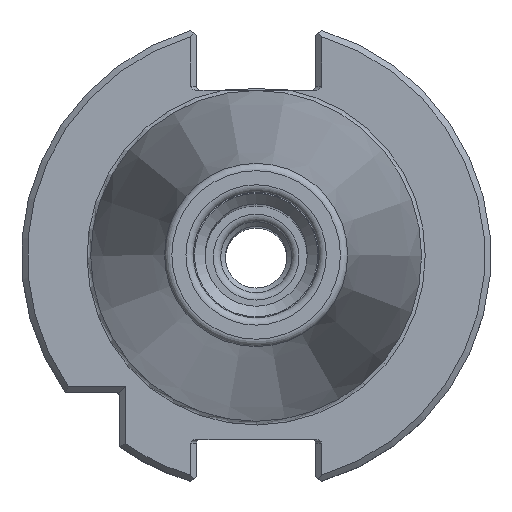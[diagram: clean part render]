
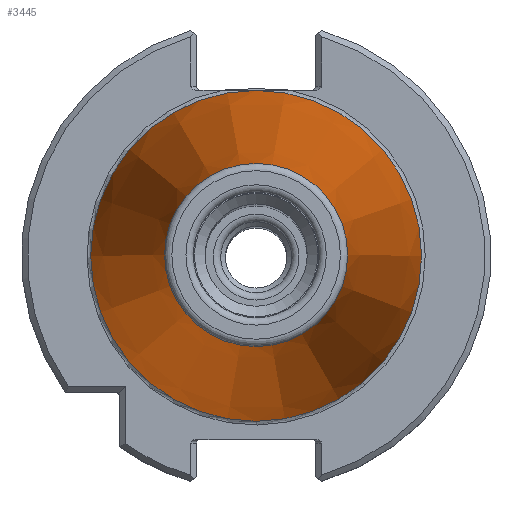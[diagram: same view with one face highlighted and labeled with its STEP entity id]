
A CAD part, top view. The second image highlights one B-rep face of the part: STEP entity #3445.
In plain terms, the highlighted conical face has half-angle 8.297 degrees and reference radius 22.395 mm.
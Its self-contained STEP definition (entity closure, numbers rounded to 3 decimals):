
#130=CONICAL_SURFACE('',#3708,22.395,0.145);
#823=ORIENTED_EDGE('',*,*,#1194,.T.);
#824=ORIENTED_EDGE('',*,*,#1207,.F.);
#1194=EDGE_CURVE('',#1428,#1428,#1574,.T.);
#1207=EDGE_CURVE('',#1432,#1432,#1585,.T.);
#1428=VERTEX_POINT('',#5145);
#1432=VERTEX_POINT('',#5175);
#1574=CIRCLE('',#3685,22.395);
#1585=CIRCLE('',#3709,12.397);
#1752=EDGE_LOOP('',(#823));
#1753=EDGE_LOOP('',(#824));
#2003=FACE_BOUND('',#1752,.T.);
#2004=FACE_BOUND('',#1753,.T.);
#3445=ADVANCED_FACE('',(#2003,#2004),#130,.T.);
#3685=AXIS2_PLACEMENT_3D('',#5144,#4274,#4275);
#3708=AXIS2_PLACEMENT_3D('',#5173,#4322,#4323);
#3709=AXIS2_PLACEMENT_3D('',#5174,#4324,#4325);
#4274=DIRECTION('',(0.,0.,1.));
#4275=DIRECTION('',(1.,0.,0.));
#4322=DIRECTION('',(0.,0.,-1.));
#4323=DIRECTION('',(-1.,0.,0.));
#4324=DIRECTION('',(0.,0.,1.));
#4325=DIRECTION('',(1.,0.,0.));
#5144=CARTESIAN_POINT('',(0.,0.,-1.163));
#5145=CARTESIAN_POINT('',(22.395,0.,-1.163));
#5173=CARTESIAN_POINT('',(0.,0.,-1.163));
#5174=CARTESIAN_POINT('',(0.,0.,67.394));
#5175=CARTESIAN_POINT('',(12.397,0.,67.394));
